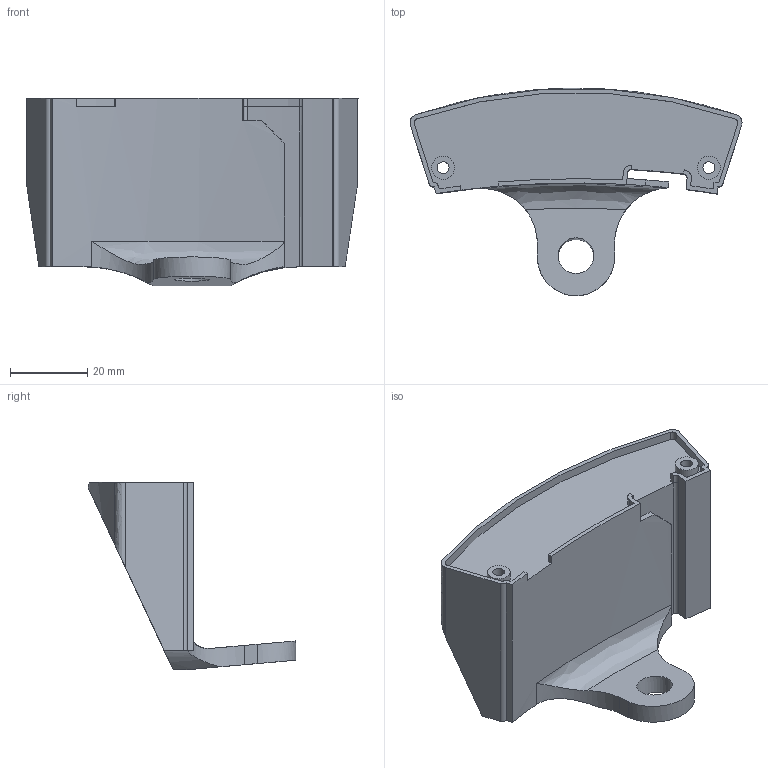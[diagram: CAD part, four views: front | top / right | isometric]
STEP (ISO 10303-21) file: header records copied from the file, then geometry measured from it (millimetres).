
FILE_DESCRIPTION(/* description */ (''),/* implementation_level */ '2;1');
FILE_NAME(/* name */ 'Shift P2 adaptor CBR1000rr 08 v7.step',/* time_stamp */ '2020-12-08T19:22:18-08:00',/* author */ (''),/* organization */ (''),/* preprocessor_version */ 'ST-DEVELOPER v18.1',/* originating_system */ 'Autodesk Translation Framework v9.3.0.1241',/* authorisation */ '');
FILE_SCHEMA (('AUTOMOTIVE_DESIGN { 1 0 10303 214 3 1 1 }'));
Length unit declared in the file: millimetre
Products named in the file (1): Shift P2 adaptor CBR1000rr 08
Bounding box: 86.19 x 53.78 x 48.8 mm (x, y, z)
Volume: 50837.3 mm3; surface area: 16956.2 mm2
Topology: 1 solids, 1 shells, 777 faces, 2261 edges, 1506 vertices
Faces by surface type: bspline 698, plane 55, cylinder 22, cone 2
Full cylindrical faces by diameter (mm): 3.1 x2, 5.948 x4, 9.3 x1
Entity records: 27763 total; most frequent: CARTESIAN_POINT 14031, ORIENTED_EDGE 4522, EDGE_CURVE 2261, VERTEX_POINT 1506, DIRECTION 1077, EDGE_LOOP 803, LINE 801, VECTOR 801
